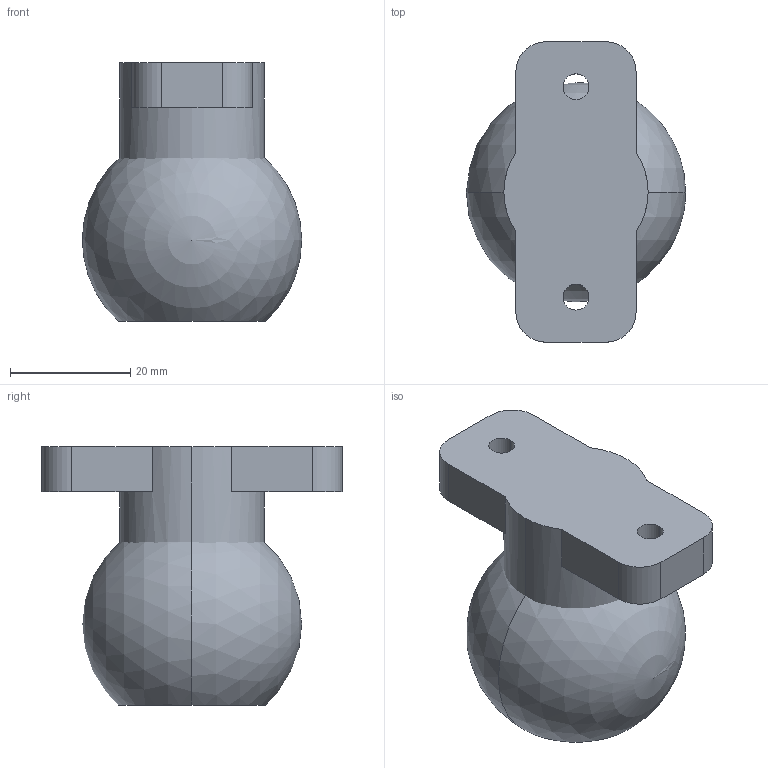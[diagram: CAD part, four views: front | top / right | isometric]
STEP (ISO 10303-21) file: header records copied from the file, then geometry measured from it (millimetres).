
FILE_DESCRIPTION (( 'STEP AP214' ), '1' );
FILE_NAME ('GooseneckToClamp.STEP', '2021-02-09T03:13:31', ( '' ), ( '' ), 'SwSTEP 2.0', 'SolidWorks 2018', '' );
FILE_SCHEMA (( 'AUTOMOTIVE_DESIGN' ));
Length unit declared in the file: millimetre
Products named in the file (1): GooseneckToClamp
Bounding box: 36.5 x 50 x 43 mm (x, y, z)
Volume: 16122.3 mm3; surface area: 10910.2 mm2
Topology: 2 solids, 2 shells, 34 faces, 92 edges, 58 vertices
Faces by surface type: cylinder 14, plane 12, sphere 8
Entity records: 1065 total; most frequent: DIRECTION 200, CARTESIAN_POINT 169, ORIENTED_EDGE 164, AXIS2_PLACEMENT_3D 83, EDGE_CURVE 82, VERTEX_POINT 52, CIRCLE 48, EDGE_LOOP 40
